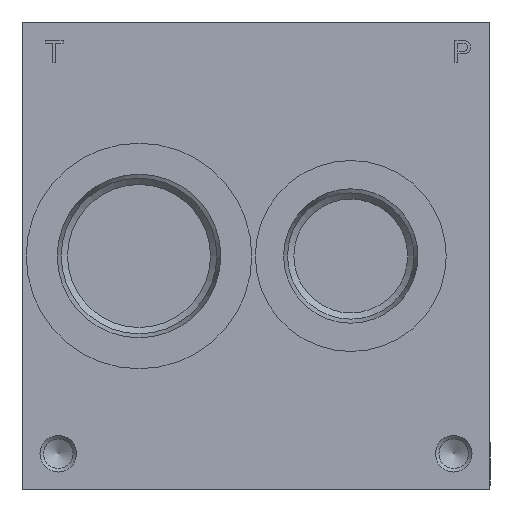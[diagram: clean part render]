
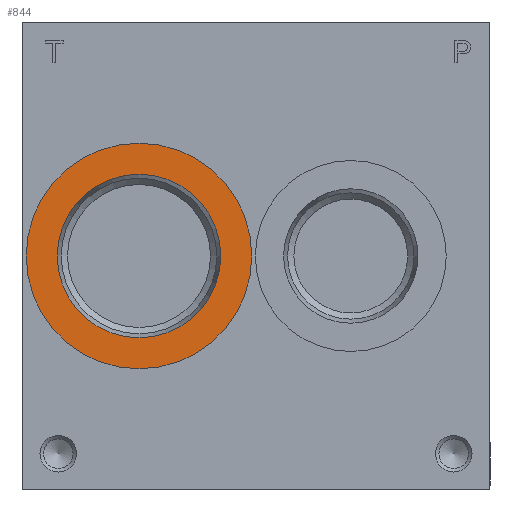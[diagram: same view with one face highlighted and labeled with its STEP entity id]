
A CAD part, left-side view. The second image highlights one B-rep face of the part: STEP entity #844.
In plain terms, the highlighted planar face has unit normal (-1, 0, 0).
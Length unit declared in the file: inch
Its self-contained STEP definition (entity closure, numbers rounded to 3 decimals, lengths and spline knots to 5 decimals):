
#844 = ADVANCED_FACE( '', ( #2095, #2096 ), #2097, .T. );
#2095 = FACE_BOUND( '', #3795, .T. );
#2096 = FACE_OUTER_BOUND( '', #3796, .T. );
#2097 = PLANE( '', #3797 );
#3795 = EDGE_LOOP( '', ( #6199 ) );
#3796 = EDGE_LOOP( '', ( #6200 ) );
#3797 = AXIS2_PLACEMENT_3D( '', #6201, #6202, #6203 );
#6199 = ORIENTED_EDGE( '', *, *, #9533, .T. );
#6200 = ORIENTED_EDGE( '', *, *, #9534, .F. );
#6201 = CARTESIAN_POINT( '', ( 0.031, 3.964, 2. ) );
#6202 = DIRECTION( '', ( -1., 0., 0. ) );
#6203 = DIRECTION( '', ( 0., 0., 1. ) );
#9533 = EDGE_CURVE( '', #11483, #11483, #11484, .T. );
#9534 = EDGE_CURVE( '', #11485, #11485, #11486, .T. );
#11483 = VERTEX_POINT( '', #14028 );
#11484 = CIRCLE( '', #14029, 0.699 );
#11485 = VERTEX_POINT( '', #14030 );
#11486 = CIRCLE( '', #14031, 0.964 );
#14028 = CARTESIAN_POINT( '', ( 0.031, 3., 1.301 ) );
#14029 = AXIS2_PLACEMENT_3D( '', #16246, #16247, #16248 );
#14030 = CARTESIAN_POINT( '', ( 0.031, 3., 1.036 ) );
#14031 = AXIS2_PLACEMENT_3D( '', #16249, #16250, #16251 );
#16246 = CARTESIAN_POINT( '', ( 0.031, 3., 2. ) );
#16247 = DIRECTION( '', ( 1., 0., 0. ) );
#16248 = DIRECTION( '', ( 0., 0., -1. ) );
#16249 = CARTESIAN_POINT( '', ( 0.031, 3., 2. ) );
#16250 = DIRECTION( '', ( 1., 0., 0. ) );
#16251 = DIRECTION( '', ( 0., 0., -1. ) );
